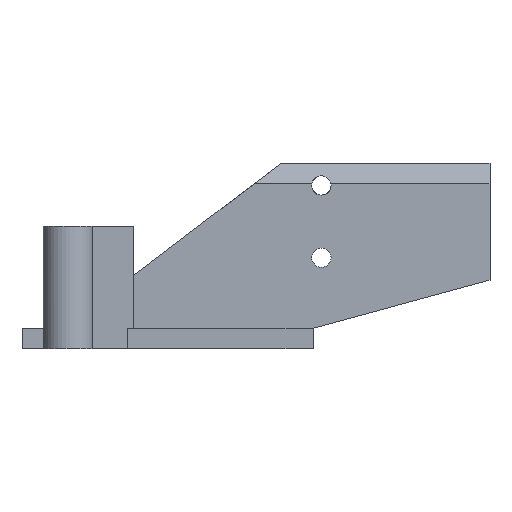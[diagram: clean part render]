
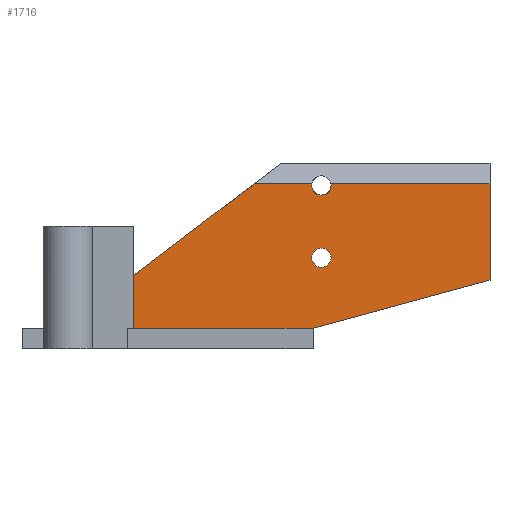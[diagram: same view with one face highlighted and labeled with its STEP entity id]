
A CAD part, left-side view. The second image highlights one B-rep face of the part: STEP entity #1716.
In plain terms, the highlighted planar face has unit normal (-1, 0, 0).
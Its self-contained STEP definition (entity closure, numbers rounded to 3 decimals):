
#21 = VECTOR ( 'NONE', #306, 1000. ) ;
#29 = CARTESIAN_POINT ( 'NONE',  ( 7., -14.7, 13.25 ) ) ;
#32 = FACE_OUTER_BOUND ( 'NONE', #101, .T. ) ;
#37 = VERTEX_POINT ( 'NONE', #1718 ) ;
#97 = DIRECTION ( 'NONE',  ( 1., 0., 0. ) ) ;
#101 = EDGE_LOOP ( 'NONE', ( #420, #1331, #1505, #963, #1235, #1390, #325, #1064, #1363 ) ) ;
#155 = CARTESIAN_POINT ( 'NONE',  ( 7., -16.077, 24. ) ) ;
#232 = CARTESIAN_POINT ( 'NONE',  ( 7., -56.895, 14.82 ) ) ;
#262 = DIRECTION ( 'NONE',  ( 1., 0., 0. ) ) ;
#281 = LINE ( 'NONE', #334, #970 ) ;
#306 = DIRECTION ( 'NONE',  ( 0., 0.797, -0.605 ) ) ;
#307 = EDGE_CURVE ( 'NONE', #1104, #686, #789, .T. ) ;
#317 = VERTEX_POINT ( 'NONE', #664 ) ;
#325 = ORIENTED_EDGE ( 'NONE', *, *, #307, .T. ) ;
#334 = CARTESIAN_POINT ( 'NONE',  ( 7., -39.2, 3. ) ) ;
#386 = DIRECTION ( 'NONE',  ( 1., 0., 0. ) ) ;
#389 = LINE ( 'NONE', #1446, #1409 ) ;
#420 = ORIENTED_EDGE ( 'NONE', *, *, #1233, .F. ) ;
#442 = LINE ( 'NONE', #971, #21 ) ;
#490 = VECTOR ( 'NONE', #1297, 1000. ) ;
#491 = CARTESIAN_POINT ( 'NONE',  ( 7., -13.5, 3. ) ) ;
#494 = VERTEX_POINT ( 'NONE', #155 ) ;
#500 = DIRECTION ( 'NONE',  ( 0., 0., -1. ) ) ;
#546 = AXIS2_PLACEMENT_3D ( 'NONE', #29, #386, #1451 ) ;
#567 = EDGE_CURVE ( 'NONE', #37, #1148, #1287, .T. ) ;
#568 = CARTESIAN_POINT ( 'NONE',  ( 7., -14.7, 13.25 ) ) ;
#588 = DIRECTION ( 'NONE',  ( 1., 0., 0. ) ) ;
#617 = CARTESIAN_POINT ( 'NONE',  ( 7., -4.947, 24. ) ) ;
#635 = CARTESIAN_POINT ( 'NONE',  ( 7., -8.9, 24. ) ) ;
#659 = CARTESIAN_POINT ( 'NONE',  ( 7., -14.7, 23.75 ) ) ;
#664 = CARTESIAN_POINT ( 'NONE',  ( 7., -13.323, 24. ) ) ;
#686 = VERTEX_POINT ( 'NONE', #1411 ) ;
#722 = VECTOR ( 'NONE', #500, 1000. ) ;
#733 = EDGE_CURVE ( 'NONE', #1148, #37, #1689, .T. ) ;
#746 = EDGE_CURVE ( 'NONE', #1114, #1104, #442, .T. ) ;
#751 = EDGE_CURVE ( 'NONE', #1175, #317, #878, .T. ) ;
#758 = EDGE_CURVE ( 'NONE', #823, #494, #925, .T. ) ;
#780 = AXIS2_PLACEMENT_3D ( 'NONE', #659, #262, #958 ) ;
#786 = CARTESIAN_POINT ( 'NONE',  ( 7., -14.7, 22.35 ) ) ;
#789 = LINE ( 'NONE', #1660, #722 ) ;
#797 = DIRECTION ( 'NONE',  ( 0., 0., -1. ) ) ;
#823 = VERTEX_POINT ( 'NONE', #1562 ) ;
#857 = EDGE_CURVE ( 'NONE', #686, #1075, #281, .T. ) ;
#864 = VERTEX_POINT ( 'NONE', #1685 ) ;
#878 = CIRCLE ( 'NONE', #1102, 1.4 ) ;
#917 = CARTESIAN_POINT ( 'NONE',  ( 7., -14.7, 14.65 ) ) ;
#925 = LINE ( 'NONE', #1564, #1229 ) ;
#958 = DIRECTION ( 'NONE',  ( 0., 0., -1. ) ) ;
#963 = ORIENTED_EDGE ( 'NONE', *, *, #751, .T. ) ;
#970 = VECTOR ( 'NONE', #1138, 1000. ) ;
#971 = CARTESIAN_POINT ( 'NONE',  ( 7., -53.546, 60.883 ) ) ;
#975 = PLANE ( 'NONE',  #1037 ) ;
#982 = ORIENTED_EDGE ( 'NONE', *, *, #733, .T. ) ;
#1026 = EDGE_CURVE ( 'NONE', #317, #1114, #1152, .T. ) ;
#1033 = CARTESIAN_POINT ( 'NONE',  ( 7., -14.7, 23.75 ) ) ;
#1037 = AXIS2_PLACEMENT_3D ( 'NONE', #1098, #588, #1115 ) ;
#1064 = ORIENTED_EDGE ( 'NONE', *, *, #857, .T. ) ;
#1075 = VERTEX_POINT ( 'NONE', #491 ) ;
#1098 = CARTESIAN_POINT ( 'NONE',  ( 7., -39.2, 79.785 ) ) ;
#1102 = AXIS2_PLACEMENT_3D ( 'NONE', #1033, #97, #1583 ) ;
#1104 = VERTEX_POINT ( 'NONE', #1565 ) ;
#1114 = VERTEX_POINT ( 'NONE', #617 ) ;
#1115 = DIRECTION ( 'NONE',  ( 0., 0., -1. ) ) ;
#1132 = LINE ( 'NONE', #232, #1466 ) ;
#1138 = DIRECTION ( 'NONE',  ( 0., -1., 0. ) ) ;
#1148 = VERTEX_POINT ( 'NONE', #917 ) ;
#1152 = LINE ( 'NONE', #635, #490 ) ;
#1162 = EDGE_CURVE ( 'NONE', #494, #1175, #1497, .T. ) ;
#1175 = VERTEX_POINT ( 'NONE', #786 ) ;
#1229 = VECTOR ( 'NONE', #1445, 1000. ) ;
#1233 = EDGE_CURVE ( 'NONE', #823, #864, #389, .T. ) ;
#1235 = ORIENTED_EDGE ( 'NONE', *, *, #1026, .T. ) ;
#1246 = FACE_BOUND ( 'NONE', #1619, .T. ) ;
#1255 = DIRECTION ( 'NONE',  ( 0., -0.965, 0.263 ) ) ;
#1287 = CIRCLE ( 'NONE', #546, 1.4 ) ;
#1297 = DIRECTION ( 'NONE',  ( 0., 1., 0. ) ) ;
#1331 = ORIENTED_EDGE ( 'NONE', *, *, #758, .T. ) ;
#1363 = ORIENTED_EDGE ( 'NONE', *, *, #1406, .T. ) ;
#1390 = ORIENTED_EDGE ( 'NONE', *, *, #746, .T. ) ;
#1403 = AXIS2_PLACEMENT_3D ( 'NONE', #568, #1621, #1481 ) ;
#1406 = EDGE_CURVE ( 'NONE', #1075, #864, #1132, .T. ) ;
#1409 = VECTOR ( 'NONE', #797, 1000. ) ;
#1411 = CARTESIAN_POINT ( 'NONE',  ( 7., 13.5, 3. ) ) ;
#1445 = DIRECTION ( 'NONE',  ( 0., 1., 0. ) ) ;
#1446 = CARTESIAN_POINT ( 'NONE',  ( 7., -39.2, 79.785 ) ) ;
#1451 = DIRECTION ( 'NONE',  ( 0., 0., -1. ) ) ;
#1466 = VECTOR ( 'NONE', #1255, 1000. ) ;
#1481 = DIRECTION ( 'NONE',  ( 0., 0., -1. ) ) ;
#1497 = CIRCLE ( 'NONE', #780, 1.4 ) ;
#1505 = ORIENTED_EDGE ( 'NONE', *, *, #1162, .T. ) ;
#1562 = CARTESIAN_POINT ( 'NONE',  ( 7., -39.2, 24. ) ) ;
#1564 = CARTESIAN_POINT ( 'NONE',  ( 7., -8.9, 24. ) ) ;
#1565 = CARTESIAN_POINT ( 'NONE',  ( 7., 13.5, 10. ) ) ;
#1583 = DIRECTION ( 'NONE',  ( 0., 0., -1. ) ) ;
#1619 = EDGE_LOOP ( 'NONE', ( #1666, #982 ) ) ;
#1621 = DIRECTION ( 'NONE',  ( 1., 0., 0. ) ) ;
#1660 = CARTESIAN_POINT ( 'NONE',  ( 7., 13.5, 79.785 ) ) ;
#1666 = ORIENTED_EDGE ( 'NONE', *, *, #567, .T. ) ;
#1685 = CARTESIAN_POINT ( 'NONE',  ( 7., -39.2, 10. ) ) ;
#1689 = CIRCLE ( 'NONE', #1403, 1.4 ) ;
#1716 = ADVANCED_FACE ( 'NONE', ( #32, #1246 ), #975, .F. ) ;
#1718 = CARTESIAN_POINT ( 'NONE',  ( 7., -14.7, 11.85 ) ) ;
